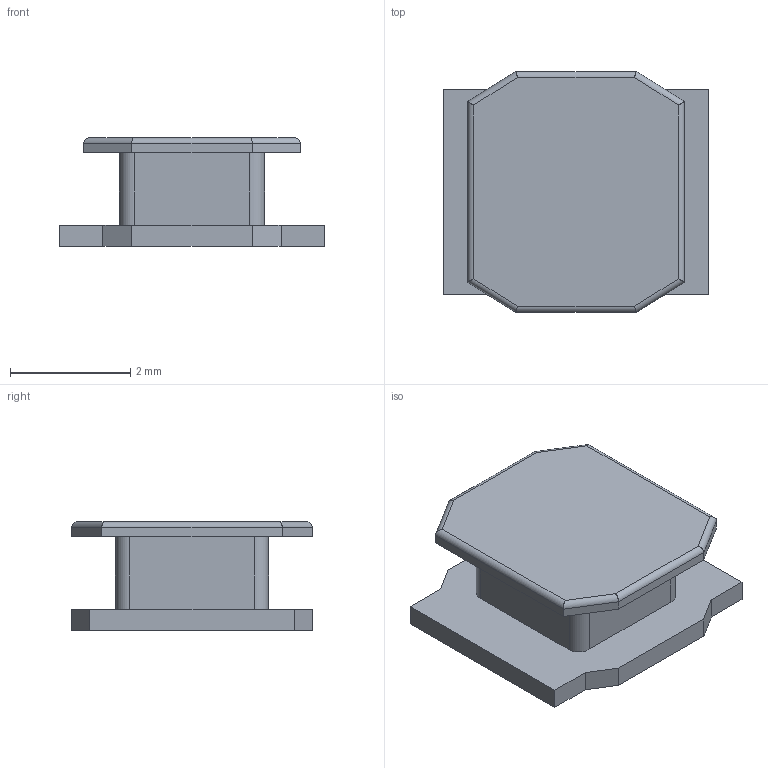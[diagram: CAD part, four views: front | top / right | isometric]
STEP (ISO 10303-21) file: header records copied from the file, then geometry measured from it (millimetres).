
FILE_DESCRIPTION(('FreeCAD Model'),'2;1');
FILE_NAME('SRN4018.step', '2018-07-11T22:28:43',('Author'),(''), 'Open CASCADE STEP processor 6.8','FreeCAD','Unknown');
FILE_SCHEMA(('AUTOMOTIVE_DESIGN_CC2 { 1 2 10303 214 -1 1 5 4 }'));
Length unit declared in the file: millimetre
Products named in the file (2): ASSEMBLY; SRN4018
Assembly tree (1 placements, depth 2):
  ASSEMBLY
    SRN4018
Bounding box: 4.4 x 4 x 1.8 mm (x, y, z)
Volume: 16.4 mm3; surface area: 67.8 mm2
Topology: 1 solids, 1 shells, 40 faces, 100 edges, 64 vertices
Faces by surface type: plane 28, cylinder 12
Entity records: 3987 total; most frequent: CARTESIAN_POINT 1998, DIRECTION 336, LINE 228, VECTOR 228, ORIENTED_EDGE 200, PCURVE 200, DEFINITIONAL_REPRESENTATION 200, EDGE_CURVE 100
